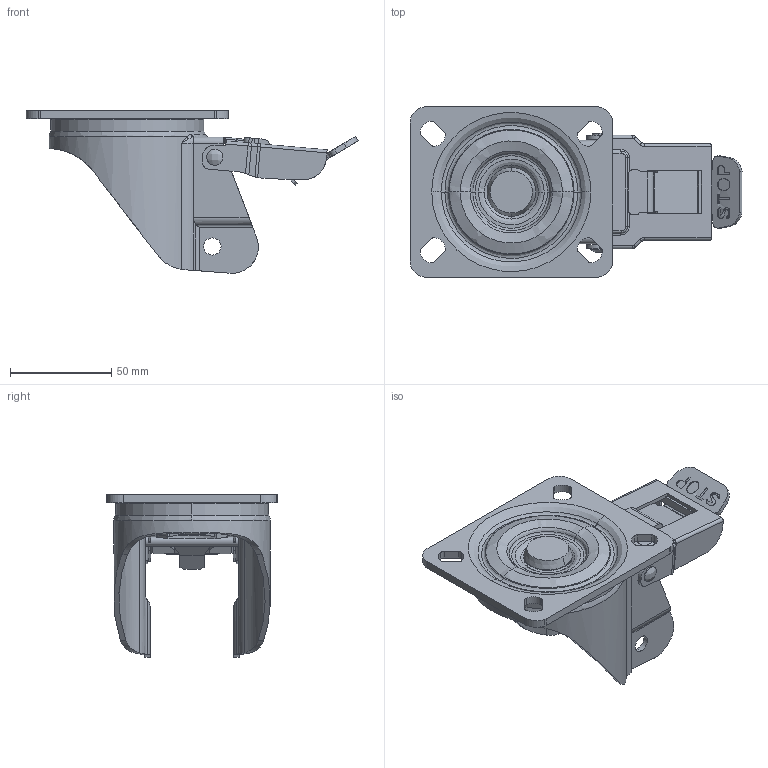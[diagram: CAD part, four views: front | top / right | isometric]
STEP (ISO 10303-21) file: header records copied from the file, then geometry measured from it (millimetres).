
FILE_DESCRIPTION (( 'STEP AP214' ), '1' );
FILE_NAME ('0029844_MV-L-080-3-DSN_(A-01).step', '2019-06-13T08:07:19', ( '' ), ( '' ), 'SwSTEP 2.0', 'SolidWorks 2018', '' );
FILE_SCHEMA (( 'AUTOMOTIVE_DESIGN' ));
Length unit declared in the file: millimetre
Products named in the file (1): 0029844_MV-L-080-3-DSN_(A-01)
Bounding box: 163.82 x 84 x 80.22 mm (x, y, z)
Volume: 121614.5 mm3; surface area: 62149 mm2
Topology: 3 solids, 3 shells, 558 faces, 1735 edges, 1186 vertices
Faces by surface type: cylinder 247, plane 238, bspline 64, cone 8, torus 1
Entity records: 25258 total; most frequent: CARTESIAN_POINT 10904, ORIENTED_EDGE 3462, DIRECTION 2414, EDGE_CURVE 1731, VERTEX_POINT 1186, AXIS2_PLACEMENT_3D 843, LINE 728, VECTOR 728
